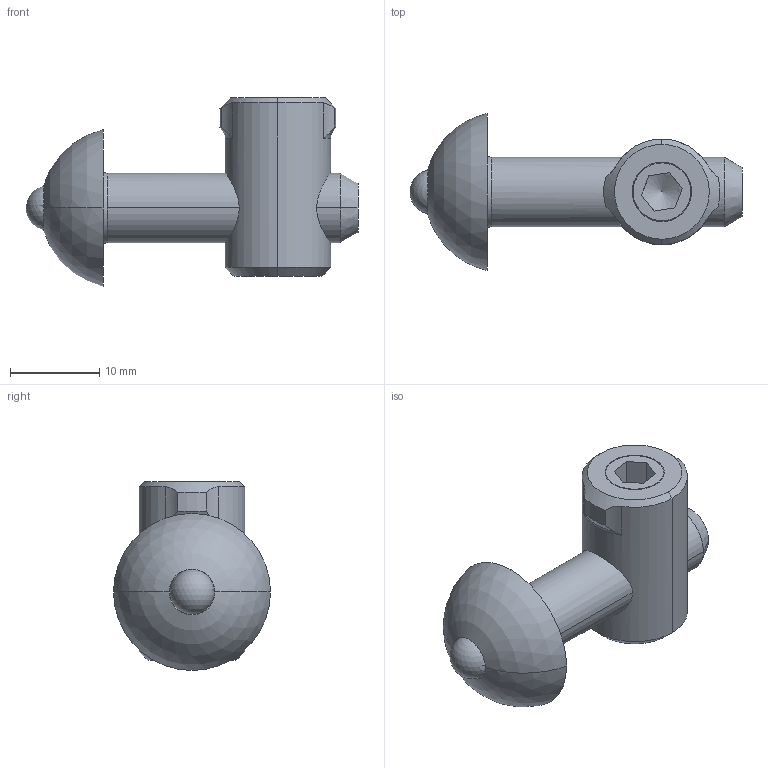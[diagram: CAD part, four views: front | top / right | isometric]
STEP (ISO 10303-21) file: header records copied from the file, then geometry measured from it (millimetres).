
FILE_DESCRIPTION((''),'2;1');
FILE_NAME('SV1350V.stp','2009-11-25T09:47:34',(''),(''),'Mechanical Desktop 2007','Mechanical Desktop 2007',', , ');
FILE_SCHEMA(('CONFIG_CONTROL_DESIGN'));
Length unit declared in the file: millimetre
Products named in the file (2): SV1350V; SV1211V-ASSY
Assembly tree (1 placements, depth 2):
  SV1350V
    SV1211V-ASSY
Bounding box: 37.11 x 17.55 x 21.13 mm (x, y, z)
Volume: 3878.3 mm3; surface area: 3139.9 mm2
Topology: 5 solids, 5 shells, 53 faces, 131 edges, 82 vertices
Faces by surface type: cone 16, plane 13, cylinder 12, bspline 8, sphere 4
Entity records: 3461 total; most frequent: CARTESIAN_POINT 2229, DIRECTION 232, ORIENTED_EDGE 226, EDGE_CURVE 113, AXIS2_PLACEMENT_3D 96, VERTEX_POINT 76, EDGE_LOOP 63, FACE_OUTER_BOUND 53
